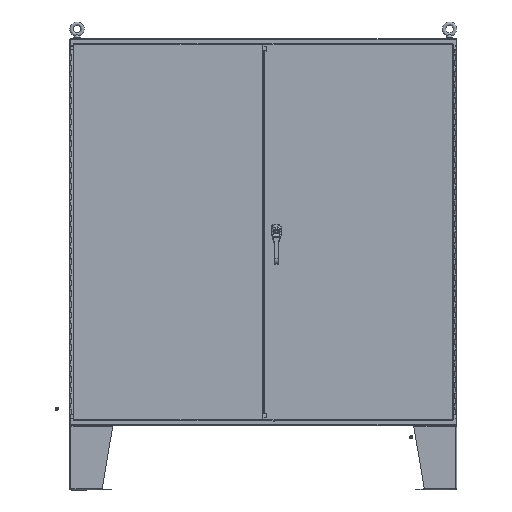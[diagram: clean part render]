
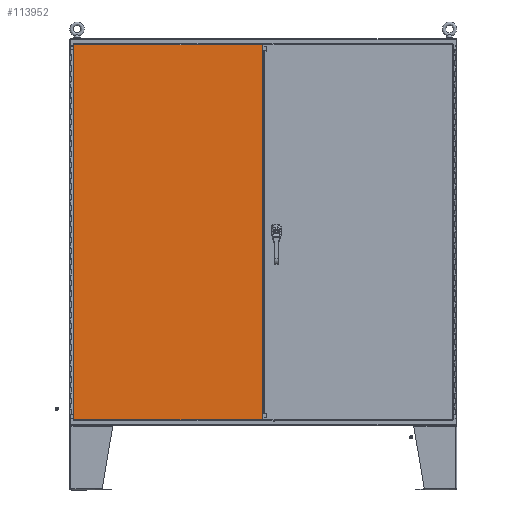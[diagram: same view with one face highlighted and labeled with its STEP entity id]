
A CAD part, top view. The second image highlights one B-rep face of the part: STEP entity #113952.
In plain terms, the highlighted planar face has unit normal (0, 0, 1).
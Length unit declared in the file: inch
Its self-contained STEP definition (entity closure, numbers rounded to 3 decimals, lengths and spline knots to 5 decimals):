
#892 = VECTOR ( 'NONE', #35590, 39.37008 ) ;
#2786 = DIRECTION ( 'NONE',  ( 0., -1., 0. ) ) ;
#3444 = LINE ( 'NONE', #5398, #123398 ) ;
#5056 = DIRECTION ( 'NONE',  ( 1., 0., 0. ) ) ;
#5398 = CARTESIAN_POINT ( 'NONE',  ( 35.74002, 1.84355, 11.16033 ) ) ;
#5776 = LINE ( 'NONE', #89349, #892 ) ;
#8399 = EDGE_CURVE ( 'NONE', #111443, #105510, #3444, .T. ) ;
#8996 = CARTESIAN_POINT ( 'NONE',  ( 35.74002, 70.09385, 11.16033 ) ) ;
#9945 = ORIENTED_EDGE ( 'NONE', *, *, #99203, .F. ) ;
#12758 = EDGE_CURVE ( 'NONE', #111443, #31726, #64038, .T. ) ;
#16991 = DIRECTION ( 'NONE',  ( -1., 0., 0. ) ) ;
#18836 = DIRECTION ( 'NONE',  ( 0., -1., 0. ) ) ;
#20762 = FACE_OUTER_BOUND ( 'NONE', #122921, .T. ) ;
#21399 = VECTOR ( 'NONE', #128799, 39.37008 ) ;
#21424 = VECTOR ( 'NONE', #124866, 39.37008 ) ;
#21602 = VECTOR ( 'NONE', #16991, 39.37008 ) ;
#22385 = VERTEX_POINT ( 'NONE', #77019 ) ;
#22513 = ORIENTED_EDGE ( 'NONE', *, *, #55060, .T. ) ;
#23992 = DIRECTION ( 'NONE',  ( 0., -1., 0. ) ) ;
#24674 = VECTOR ( 'NONE', #18836, 39.37008 ) ;
#24922 = VERTEX_POINT ( 'NONE', #113106 ) ;
#25806 = DIRECTION ( 'NONE',  ( 0., 0., -1. ) ) ;
#26689 = DIRECTION ( 'NONE',  ( 1., 0., 0. ) ) ;
#27160 = PLANE ( 'NONE',  #82342 ) ;
#28842 = ORIENTED_EDGE ( 'NONE', *, *, #84219, .F. ) ;
#31263 = LINE ( 'NONE', #118260, #21399 ) ;
#31295 = CARTESIAN_POINT ( 'NONE',  ( 35.77147, 1., 11.16033 ) ) ;
#31554 = LINE ( 'NONE', #106237, #56203 ) ;
#31726 = VERTEX_POINT ( 'NONE', #127526 ) ;
#35590 = DIRECTION ( 'NONE',  ( -1., 0., 0. ) ) ;
#36361 = CARTESIAN_POINT ( 'NONE',  ( 0.64642, 35.9688, 11.16033 ) ) ;
#38400 = VECTOR ( 'NONE', #40996, 39.37008 ) ;
#38506 = CARTESIAN_POINT ( 'NONE',  ( 0.64642, 1., 11.16033 ) ) ;
#40996 = DIRECTION ( 'NONE',  ( -1., 0., 0. ) ) ;
#43014 = EDGE_CURVE ( 'NONE', #118170, #22385, #31263, .T. ) ;
#43368 = ORIENTED_EDGE ( 'NONE', *, *, #8399, .T. ) ;
#44306 = EDGE_CURVE ( 'NONE', #31726, #128386, #121751, .T. ) ;
#47808 = DIRECTION ( 'NONE',  ( 0., 1., 0. ) ) ;
#49578 = LINE ( 'NONE', #50592, #21602 ) ;
#50152 = ORIENTED_EDGE ( 'NONE', *, *, #43014, .F. ) ;
#50560 = ORIENTED_EDGE ( 'NONE', *, *, #12758, .F. ) ;
#50592 = CARTESIAN_POINT ( 'NONE',  ( 18.14647, 70.09405, 11.16033 ) ) ;
#54210 = LINE ( 'NONE', #56651, #85426 ) ;
#55060 = EDGE_CURVE ( 'NONE', #105510, #74683, #96084, .T. ) ;
#55984 = LINE ( 'NONE', #8996, #21424 ) ;
#56203 = VECTOR ( 'NONE', #23992, 39.37008 ) ;
#56444 = EDGE_CURVE ( 'NONE', #22385, #89827, #54210, .T. ) ;
#56651 = CARTESIAN_POINT ( 'NONE',  ( 35.77147, 0.87505, 11.16033 ) ) ;
#58012 = CARTESIAN_POINT ( 'NONE',  ( 35.74002, 1.84375, 11.16033 ) ) ;
#63576 = EDGE_CURVE ( 'NONE', #89827, #123259, #49578, .T. ) ;
#64038 = LINE ( 'NONE', #69859, #116630 ) ;
#67189 = CARTESIAN_POINT ( 'NONE',  ( 18.14647, 35.9688, 11.16033 ) ) ;
#67670 = DIRECTION ( 'NONE',  ( 0., 1., 0. ) ) ;
#68142 = VECTOR ( 'NONE', #26689, 39.37008 ) ;
#69859 = CARTESIAN_POINT ( 'NONE',  ( 18.14647, 1.84355, 11.16033 ) ) ;
#72862 = CARTESIAN_POINT ( 'NONE',  ( 35.74022, 1.84375, 11.16033 ) ) ;
#74142 = ORIENTED_EDGE ( 'NONE', *, *, #78615, .T. ) ;
#74581 = LINE ( 'NONE', #105449, #38400 ) ;
#74683 = VERTEX_POINT ( 'NONE', #72862 ) ;
#76009 = VERTEX_POINT ( 'NONE', #130751 ) ;
#77019 = CARTESIAN_POINT ( 'NONE',  ( 35.77147, 70.9376, 11.16033 ) ) ;
#77163 = ORIENTED_EDGE ( 'NONE', *, *, #91493, .T. ) ;
#78615 = EDGE_CURVE ( 'NONE', #76009, #123259, #55984, .T. ) ;
#79307 = CARTESIAN_POINT ( 'NONE',  ( 35.77147, 0.87505, 11.16033 ) ) ;
#80818 = EDGE_CURVE ( 'NONE', #128386, #114475, #5776, .T. ) ;
#81315 = DIRECTION ( 'NONE',  ( 1., 0., 0. ) ) ;
#82342 = AXIS2_PLACEMENT_3D ( 'NONE', #67189, #25806, #5056 ) ;
#84219 = EDGE_CURVE ( 'NONE', #114475, #118170, #129885, .T. ) ;
#85426 = VECTOR ( 'NONE', #2786, 39.37008 ) ;
#89349 = CARTESIAN_POINT ( 'NONE',  ( 18.14647, 1., 11.16033 ) ) ;
#89827 = VERTEX_POINT ( 'NONE', #107989 ) ;
#91493 = EDGE_CURVE ( 'NONE', #24922, #76009, #74581, .T. ) ;
#94546 = ORIENTED_EDGE ( 'NONE', *, *, #63576, .F. ) ;
#96084 = LINE ( 'NONE', #58012, #68142 ) ;
#99203 = EDGE_CURVE ( 'NONE', #24922, #74683, #31554, .T. ) ;
#101275 = ORIENTED_EDGE ( 'NONE', *, *, #56444, .F. ) ;
#101770 = CARTESIAN_POINT ( 'NONE',  ( 0.64642, 70.9376, 11.16033 ) ) ;
#105449 = CARTESIAN_POINT ( 'NONE',  ( 35.77147, 70.09385, 11.16033 ) ) ;
#105510 = VERTEX_POINT ( 'NONE', #115110 ) ;
#106237 = CARTESIAN_POINT ( 'NONE',  ( 35.74022, 35.9688, 11.16033 ) ) ;
#107989 = CARTESIAN_POINT ( 'NONE',  ( 35.77147, 70.09405, 11.16033 ) ) ;
#111443 = VERTEX_POINT ( 'NONE', #133735 ) ;
#113106 = CARTESIAN_POINT ( 'NONE',  ( 35.74022, 70.09385, 11.16033 ) ) ;
#113952 = ADVANCED_FACE ( 'NONE', ( #20762 ), #27160, .F. ) ;
#114475 = VERTEX_POINT ( 'NONE', #38506 ) ;
#115110 = CARTESIAN_POINT ( 'NONE',  ( 35.74002, 1.84375, 11.16033 ) ) ;
#116630 = VECTOR ( 'NONE', #81315, 39.37008 ) ;
#118170 = VERTEX_POINT ( 'NONE', #101770 ) ;
#118260 = CARTESIAN_POINT ( 'NONE',  ( 18.14647, 70.9376, 11.16033 ) ) ;
#119847 = ORIENTED_EDGE ( 'NONE', *, *, #44306, .F. ) ;
#121751 = LINE ( 'NONE', #79307, #24674 ) ;
#122921 = EDGE_LOOP ( 'NONE', ( #43368, #22513, #9945, #77163, #74142, #94546, #101275, #50152, #28842, #128548, #119847, #50560 ) ) ;
#123259 = VERTEX_POINT ( 'NONE', #133387 ) ;
#123319 = VECTOR ( 'NONE', #67670, 39.37008 ) ;
#123398 = VECTOR ( 'NONE', #47808, 39.37008 ) ;
#124866 = DIRECTION ( 'NONE',  ( 0., 1., 0. ) ) ;
#127526 = CARTESIAN_POINT ( 'NONE',  ( 35.77147, 1.84355, 11.16033 ) ) ;
#128386 = VERTEX_POINT ( 'NONE', #31295 ) ;
#128548 = ORIENTED_EDGE ( 'NONE', *, *, #80818, .F. ) ;
#128799 = DIRECTION ( 'NONE',  ( 1., 0., 0. ) ) ;
#129885 = LINE ( 'NONE', #36361, #123319 ) ;
#130751 = CARTESIAN_POINT ( 'NONE',  ( 35.74002, 70.09385, 11.16033 ) ) ;
#133387 = CARTESIAN_POINT ( 'NONE',  ( 35.74002, 70.09405, 11.16033 ) ) ;
#133735 = CARTESIAN_POINT ( 'NONE',  ( 35.74002, 1.84355, 11.16033 ) ) ;
